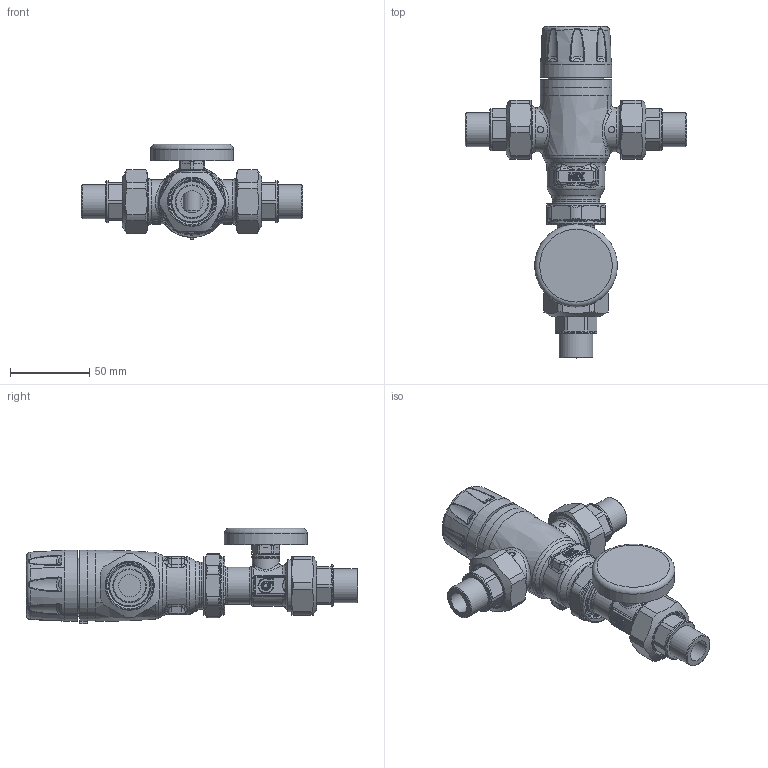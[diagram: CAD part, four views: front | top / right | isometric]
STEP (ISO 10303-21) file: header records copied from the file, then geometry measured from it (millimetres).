
FILE_DESCRIPTION(/* description */ (''),/* implementation_level */ '2;1');
FILE_NAME(/* name */ '521410A.stp',/* time_stamp */ '2025-06-12T13:54:55-05:00',/* author */ ('ischreiner'),/* organization */ (''),/* preprocessor_version */ 'ST-DEVELOPER v20',/* originating_system */ 'Autodesk Inventor 2024',/* authorisation */ '');
FILE_SCHEMA (('AUTOMOTIVE_DESIGN { 1 0 10303 214 3 1 1 }'));
Length unit declared in the file: inch
Products named in the file (9): Assembly4; 521101A; F0002181 TP 0.5 male NPT; F61008 - 1 inch union nut; F0000698 1 inch slip nut; F0002466 probe asm 1 inch union; F0000603 probe with 1 inch male G thread; F0002386 drywell tin plated; NA11031 Temp Gauge
Assembly tree (12 placements, depth 3):
  Assembly4
    521101A
    F0002181 TP 0.5 male NPT  x3
    F61008 - 1 inch union nut  x3
    F0000698 1 inch slip nut
    F0002466 probe asm 1 inch union
      F0000603 probe with 1 inch male G thread
      F0002386 drywell tin plated
    NA11031 Temp Gauge
Bounding box: 140 x 209.85 x 60.38 mm (x, y, z)
Volume: 280252.3 mm3; surface area: 74955.3 mm2
Topology: 11 solids, 11 shells, 1809 faces, 4169 edges, 2289 vertices
Faces by surface type: bspline 639, cylinder 538, plane 336, sphere 106, cone 105, torus 85
Full cylindrical faces by diameter (mm): 2 x1, 4 x2, 8 x1, 9 x1, 9.017 x1, 10.008 x1, 11.176 x1, 11.227 x1, 11.43 x1, 11.5 x1, 12.954 x1, 13.5 x1, 13.6 x1, 14 x3, 15.24 x1, 15.875 x1, 17 x1, 18 x1, 19 x1, 21 x1, 21.3 x3, 22 x1, 23.5 x1, 24 x1, 26.5 x3, 26.924 x3, 27.7 x1, 28 x2, 29.6 x1, 30 x4
Entity records: 104795 total; most frequent: CARTESIAN_POINT 68432, ORIENTED_EDGE 7558, DIRECTION 6871, EDGE_CURVE 3779, AXIS2_PLACEMENT_3D 2878, VERTEX_POINT 2137, EDGE_LOOP 1764, FACE_OUTER_BOUND 1705
